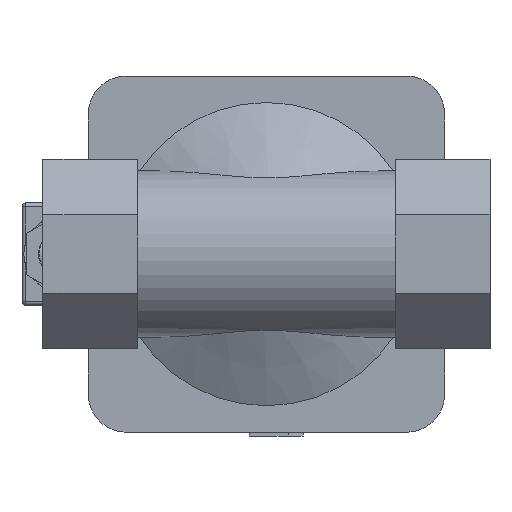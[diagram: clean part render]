
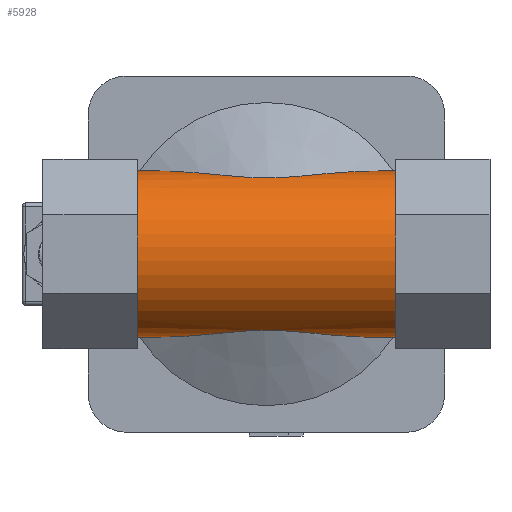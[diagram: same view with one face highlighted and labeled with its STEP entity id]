
A CAD part, front view. The second image highlights one B-rep face of the part: STEP entity #5928.
In plain terms, the highlighted cylindrical face has radius 22 mm (diameter 44 mm), a partial arc.
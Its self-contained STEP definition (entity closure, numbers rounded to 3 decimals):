
#139=B_SPLINE_CURVE_WITH_KNOTS('',3,(#9030,#9031,#9032,#9033,#9034,#9035,
#9036,#9037,#9038,#9039,#9040,#9041,#9042,#9043,#9044,#9045,#9046,#9047),
 .UNSPECIFIED.,.F.,.F.,(4,2,2,2,2,2,2,2,4),(2.471,2.838,
3.548,4.257,5.676,7.095,7.805,
8.515,8.881),.UNSPECIFIED.);
#140=B_SPLINE_CURVE_WITH_KNOTS('',3,(#9050,#9051,#9052,#9053,#9054,#9055,
#9056,#9057,#9058,#9059,#9060,#9061,#9062,#9063,#9064,#9065,#9066,#9067),
 .UNSPECIFIED.,.F.,.F.,(4,2,2,2,2,2,2,2,4),(2.471,2.838,
3.548,4.257,5.676,7.095,7.805,
8.515,8.881),.UNSPECIFIED.);
#517=FACE_OUTER_BOUND('',#869,.T.);
#869=EDGE_LOOP('',(#4204,#4205,#4206,#4207,#4208,#4209,#4210,#4211));
#1276=LINE('',#8945,#1784);
#1286=LINE('',#8971,#1794);
#1313=LINE('',#9029,#1821);
#1314=LINE('',#9049,#1822);
#1784=VECTOR('',#7088,10.);
#1794=VECTOR('',#7102,10.);
#1821=VECTOR('',#7149,10.);
#1822=VECTOR('',#7150,10.);
#2259=CIRCLE('',#6310,22.);
#2260=CIRCLE('',#6328,22.);
#2560=VERTEX_POINT('',#8910);
#2561=VERTEX_POINT('',#8912);
#2570=VERTEX_POINT('',#8944);
#2580=VERTEX_POINT('',#8968);
#2581=VERTEX_POINT('',#8970);
#2598=VERTEX_POINT('',#9024);
#2599=VERTEX_POINT('',#9028);
#2600=VERTEX_POINT('',#9048);
#3172=EDGE_CURVE('',#2561,#2560,#2259,.T.);
#3188=EDGE_CURVE('',#2561,#2570,#1276,.T.);
#3199=EDGE_CURVE('',#2580,#2581,#1286,.T.);
#3227=EDGE_CURVE('',#2580,#2598,#2260,.T.);
#3228=EDGE_CURVE('',#2599,#2560,#1313,.T.);
#3229=EDGE_CURVE('',#2599,#2581,#139,.T.);
#3230=EDGE_CURVE('',#2600,#2598,#1314,.T.);
#3231=EDGE_CURVE('',#2600,#2570,#140,.T.);
#4204=ORIENTED_EDGE('',*,*,#3172,.T.);
#4205=ORIENTED_EDGE('',*,*,#3228,.F.);
#4206=ORIENTED_EDGE('',*,*,#3229,.T.);
#4207=ORIENTED_EDGE('',*,*,#3199,.F.);
#4208=ORIENTED_EDGE('',*,*,#3227,.T.);
#4209=ORIENTED_EDGE('',*,*,#3230,.F.);
#4210=ORIENTED_EDGE('',*,*,#3231,.T.);
#4211=ORIENTED_EDGE('',*,*,#3188,.F.);
#5796=CYLINDRICAL_SURFACE('',#6329,22.);
#5928=ADVANCED_FACE('',(#517),#5796,.T.);
#6310=AXIS2_PLACEMENT_3D('',#8913,#7057,#7058);
#6328=AXIS2_PLACEMENT_3D('',#9026,#7145,#7146);
#6329=AXIS2_PLACEMENT_3D('',#9027,#7147,#7148);
#7057=DIRECTION('center_axis',(1.,0.,0.));
#7058=DIRECTION('ref_axis',(0.,0.009,1.));
#7088=DIRECTION('',(1.,0.,0.));
#7102=DIRECTION('',(-1.,0.,0.));
#7145=DIRECTION('center_axis',(-1.,0.,0.));
#7146=DIRECTION('ref_axis',(0.,0.009,1.));
#7147=DIRECTION('center_axis',(1.,0.,0.));
#7148=DIRECTION('ref_axis',(0.,-1.,0.));
#7149=DIRECTION('',(-1.,0.,0.));
#7150=DIRECTION('',(1.,0.,0.));
#8910=CARTESIAN_POINT('',(-34.,-22.8,-21.999));
#8912=CARTESIAN_POINT('',(-34.,-22.8,21.999));
#8913=CARTESIAN_POINT('Origin',(-34.,-23.,0.));
#8944=CARTESIAN_POINT('',(-31.474,-22.8,21.999));
#8945=CARTESIAN_POINT('',(0.,-22.8,21.999));
#8968=CARTESIAN_POINT('',(34.,-22.8,-21.999));
#8970=CARTESIAN_POINT('',(31.474,-22.8,-21.999));
#8971=CARTESIAN_POINT('',(0.,-22.8,-21.999));
#9024=CARTESIAN_POINT('',(34.,-22.8,21.999));
#9026=CARTESIAN_POINT('Origin',(34.,-23.,0.));
#9027=CARTESIAN_POINT('Origin',(0.,-23.,0.));
#9028=CARTESIAN_POINT('',(-31.474,-22.8,-21.999));
#9029=CARTESIAN_POINT('',(0.,-22.8,-21.999));
#9030=CARTESIAN_POINT('Ctrl Pts',(-31.474,-22.8,-21.999));
#9031=CARTESIAN_POINT('Ctrl Pts',(-30.269,-23.293,-22.004));
#9032=CARTESIAN_POINT('Ctrl Pts',(-29.062,-23.781,-21.991));
#9033=CARTESIAN_POINT('Ctrl Pts',(-25.523,-25.196,-21.91));
#9034=CARTESIAN_POINT('Ctrl Pts',(-23.192,-26.105,-21.797));
#9035=CARTESIAN_POINT('Ctrl Pts',(-18.546,-27.832,-21.481));
#9036=CARTESIAN_POINT('Ctrl Pts',(-16.232,-28.65,-21.276));
#9037=CARTESIAN_POINT('Ctrl Pts',(-9.31,-30.835,-20.614));
#9038=CARTESIAN_POINT('Ctrl Pts',(-4.73,-31.952,-20.096));
#9039=CARTESIAN_POINT('Ctrl Pts',(4.73,-31.952,-20.096));
#9040=CARTESIAN_POINT('Ctrl Pts',(9.31,-30.835,-20.614));
#9041=CARTESIAN_POINT('Ctrl Pts',(16.232,-28.65,-21.276));
#9042=CARTESIAN_POINT('Ctrl Pts',(18.546,-27.832,-21.481));
#9043=CARTESIAN_POINT('Ctrl Pts',(23.192,-26.105,-21.797));
#9044=CARTESIAN_POINT('Ctrl Pts',(25.523,-25.196,-21.91));
#9045=CARTESIAN_POINT('Ctrl Pts',(29.062,-23.781,-21.991));
#9046=CARTESIAN_POINT('Ctrl Pts',(30.269,-23.293,-22.004));
#9047=CARTESIAN_POINT('Ctrl Pts',(31.474,-22.8,-21.999));
#9048=CARTESIAN_POINT('',(31.474,-22.8,21.999));
#9049=CARTESIAN_POINT('',(0.,-22.8,21.999));
#9050=CARTESIAN_POINT('Ctrl Pts',(31.474,-22.8,21.999));
#9051=CARTESIAN_POINT('Ctrl Pts',(30.269,-23.293,22.004));
#9052=CARTESIAN_POINT('Ctrl Pts',(29.062,-23.781,21.991));
#9053=CARTESIAN_POINT('Ctrl Pts',(25.523,-25.196,21.91));
#9054=CARTESIAN_POINT('Ctrl Pts',(23.192,-26.105,21.797));
#9055=CARTESIAN_POINT('Ctrl Pts',(18.546,-27.832,21.481));
#9056=CARTESIAN_POINT('Ctrl Pts',(16.232,-28.65,21.276));
#9057=CARTESIAN_POINT('Ctrl Pts',(9.31,-30.835,20.614));
#9058=CARTESIAN_POINT('Ctrl Pts',(4.73,-31.952,20.096));
#9059=CARTESIAN_POINT('Ctrl Pts',(-4.73,-31.952,20.096));
#9060=CARTESIAN_POINT('Ctrl Pts',(-9.31,-30.835,20.614));
#9061=CARTESIAN_POINT('Ctrl Pts',(-16.232,-28.65,21.276));
#9062=CARTESIAN_POINT('Ctrl Pts',(-18.546,-27.832,21.481));
#9063=CARTESIAN_POINT('Ctrl Pts',(-23.192,-26.105,21.797));
#9064=CARTESIAN_POINT('Ctrl Pts',(-25.523,-25.196,21.91));
#9065=CARTESIAN_POINT('Ctrl Pts',(-29.062,-23.781,21.991));
#9066=CARTESIAN_POINT('Ctrl Pts',(-30.269,-23.293,22.004));
#9067=CARTESIAN_POINT('Ctrl Pts',(-31.474,-22.8,21.999));
